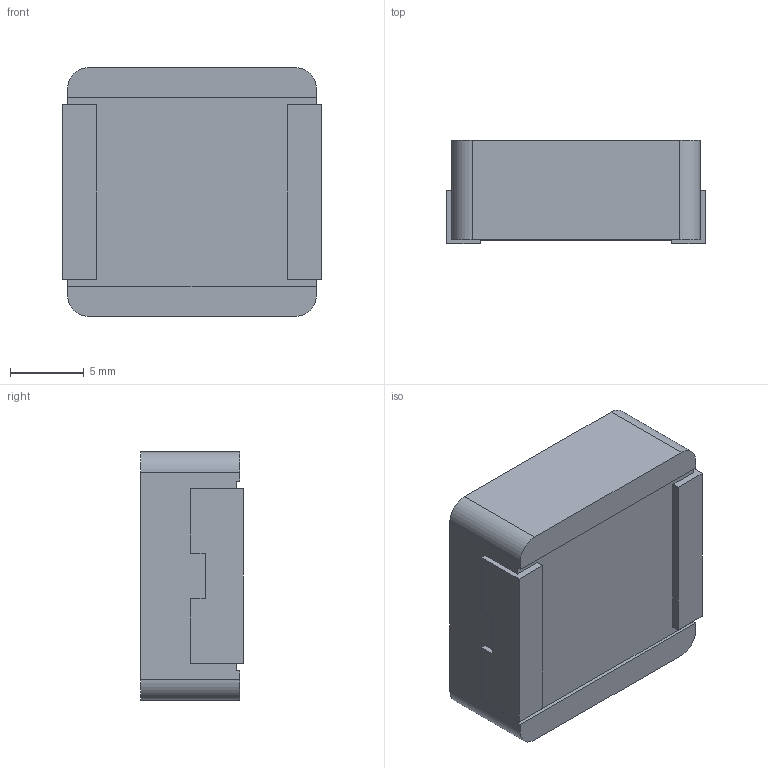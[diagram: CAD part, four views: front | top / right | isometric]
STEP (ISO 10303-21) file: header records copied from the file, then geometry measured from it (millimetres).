
FILE_DESCRIPTION (( 'STEP AP214' ), '1' );
FILE_NAME ('SRP1770TA-1R0M.STEP', '2023-02-27T07:37:43', ( '' ), ( '' ), 'SwSTEP 2.0', 'SolidWorks 2017', '' );
FILE_SCHEMA (( 'AUTOMOTIVE_DESIGN' ));
Length unit declared in the file: millimetre
Products named in the file (1): SRP1770TA-1R0M
Bounding box: 17.6 x 7 x 16.9 mm (x, y, z)
Volume: 1913 mm3; surface area: 1352.7 mm2
Topology: 3 solids, 3 shells, 50 faces, 132 edges, 88 vertices
Faces by surface type: plane 46, cylinder 4
Entity records: 1576 total; most frequent: CARTESIAN_POINT 271, ORIENTED_EDGE 264, DIRECTION 242, EDGE_CURVE 132, VECTOR 124, LINE 124, VERTEX_POINT 88, AXIS2_PLACEMENT_3D 59
